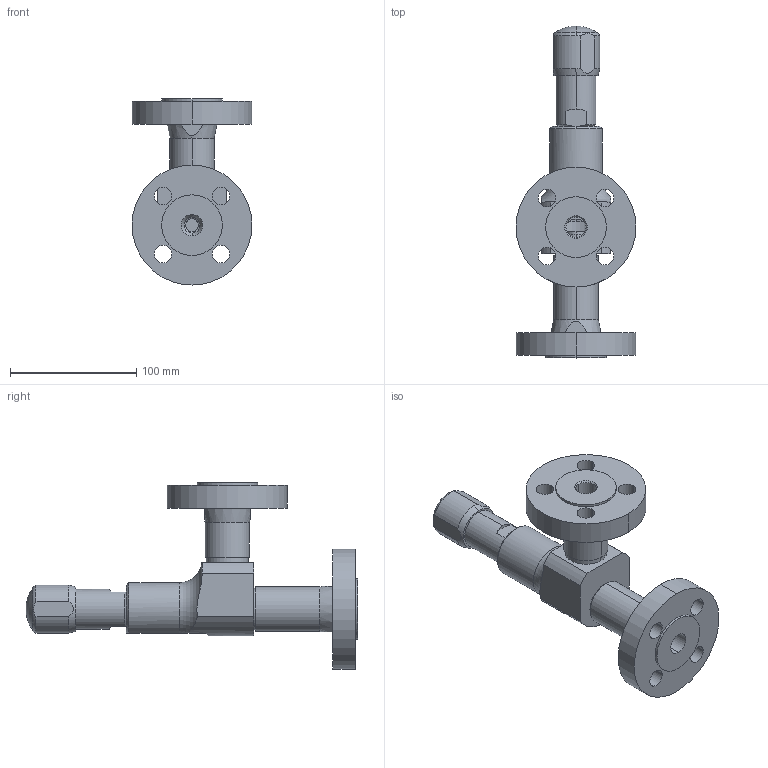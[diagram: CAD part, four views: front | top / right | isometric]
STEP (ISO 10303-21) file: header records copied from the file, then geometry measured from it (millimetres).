
FILE_DESCRIPTION((''),'2;1');
FILE_NAME('TYPE437-DO10-H4-I21I40_ASM','2019-12-02T',('aleksandrowicz'),(''),'PRO/ENGINEER BY PARAMETRIC TECHNOLOGY CORPORATION, 2014430','PRO/ENGINEER BY PARAMETRIC TECHNOLOGY CORPORATION, 2014430','');
FILE_SCHEMA(('CONFIG_CONTROL_DESIGN'));
Length unit declared in the file: millimetre
Products named in the file (6): 123-6609-02-B01; 136-6309-03-B01; 138-1849-9143; 178-6009-03-B01; 140-0809-02-B01; TYPE437-DO10-H4-I21I40_ASM
Assembly tree (6 placements, depth 2):
  TYPE437-DO10-H4-I21I40_ASM
    123-6609-02-B01
    136-6309-03-B01
    138-1849-9143  x2
    178-6009-03-B01
    140-0809-02-B01
Bounding box: 95 x 263 x 147.5 mm (x, y, z)
Volume: 524711.9 mm3; surface area: 119594.2 mm2
Topology: 6 solids, 6 shells, 248 faces, 600 edges, 380 vertices
Faces by surface type: plane 103, cylinder 92, cone 36, torus 15, sphere 2
Entity records: 7283 total; most frequent: CARTESIAN_POINT 1525, DIRECTION 1245, ORIENTED_EDGE 1124, EDGE_CURVE 562, AXIS2_PLACEMENT_3D 477, VERTEX_POINT 356, VECTOR 291, LINE 291
